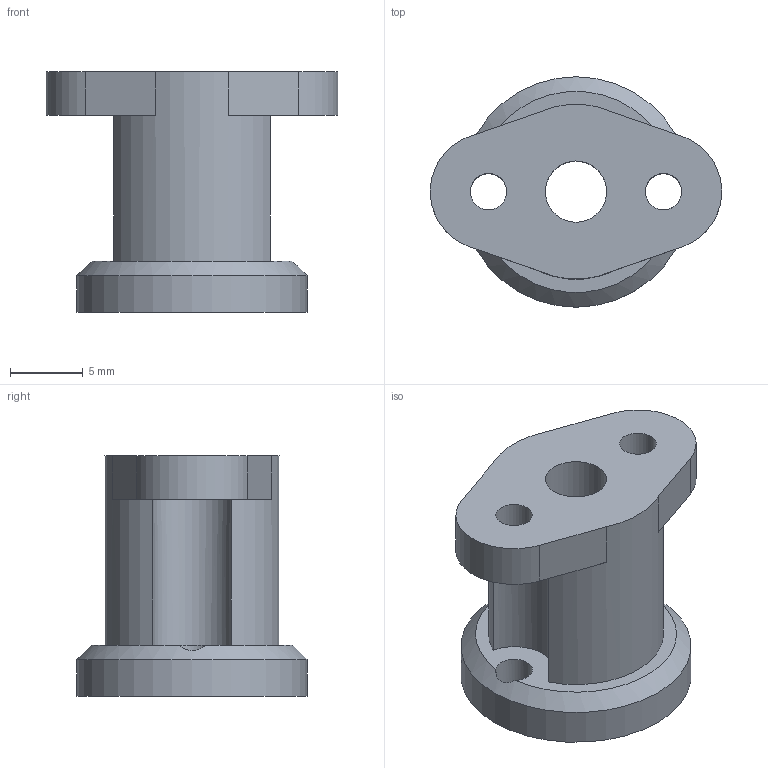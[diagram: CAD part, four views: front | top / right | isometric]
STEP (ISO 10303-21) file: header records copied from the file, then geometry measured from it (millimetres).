
FILE_DESCRIPTION(/* description */ (''),/* implementation_level */ '2;1');
FILE_NAME(/* name */ 'Titan Extruder Groove Mount Mosquito 1.75 v3.step',/* time_stamp */ '2018-04-13T19:45:28-05:00',/* author */ ('josephcpod'),/* organization */ (''),/* preprocessor_version */ 'ST-DEVELOPER v16.13',/* originating_system */ 'Autodesk Translation Framework v6.5.0.72',/* authorisation */ '');
FILE_SCHEMA (('AUTOMOTIVE_DESIGN { 1 0 10303 214 3 1 1 }'));
Length unit declared in the file: millimetre
Products named in the file (1): Groove Mount Mosquito
Bounding box: 19.97 x 15.8 x 16.5 mm (x, y, z)
Volume: 1779.3 mm3; surface area: 1540.8 mm2
Topology: 1 solids, 1 shells, 24 faces, 67 edges, 44 vertices
Faces by surface type: cylinder 12, plane 11, cone 1
Full cylindrical faces by diameter (mm): 2.5 x4, 4.2 x1, 5.5 x2, 15.8 x1
Entity records: 864 total; most frequent: CARTESIAN_POINT 163, DIRECTION 149, ORIENTED_EDGE 134, EDGE_CURVE 67, AXIS2_PLACEMENT_3D 60, VERTEX_POINT 44, CIRCLE 35, EDGE_LOOP 33
